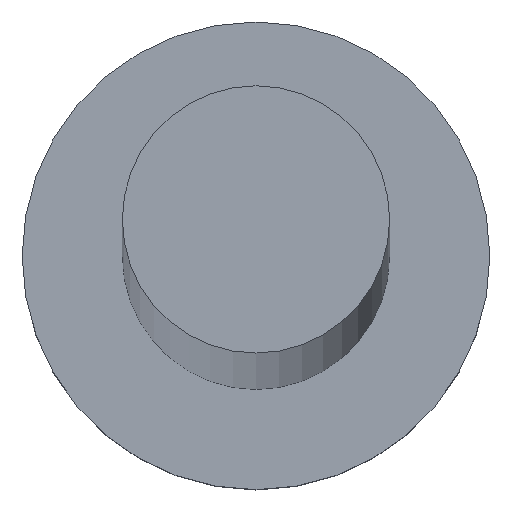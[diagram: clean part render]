
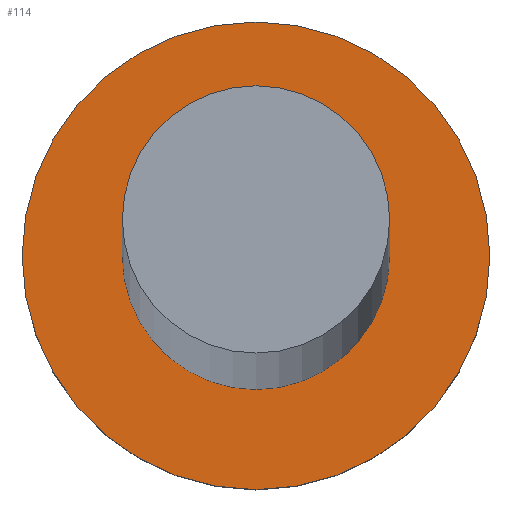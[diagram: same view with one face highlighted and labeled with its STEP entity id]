
A CAD part, top view. The second image highlights one B-rep face of the part: STEP entity #114.
In plain terms, the highlighted planar face has unit normal (0, 0, 1).
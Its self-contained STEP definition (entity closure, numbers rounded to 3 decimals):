
#1 = DIRECTION ( 'NONE',  ( 1., 0., 0. ) ) ;
#5 = CARTESIAN_POINT ( 'NONE',  ( 0., 0., 5. ) ) ;
#11 = VERTEX_POINT ( 'NONE', #140 ) ;
#17 = FACE_BOUND ( 'NONE', #203, .T. ) ;
#22 = AXIS2_PLACEMENT_3D ( 'NONE', #96, #251, #190 ) ;
#30 = DIRECTION ( 'NONE',  ( 0., 0., 1. ) ) ;
#42 = ORIENTED_EDGE ( 'NONE', *, *, #71, .T. ) ;
#44 = EDGE_CURVE ( 'NONE', #105, #244, #129, .T. ) ;
#47 = PLANE ( 'NONE',  #126 ) ;
#50 = DIRECTION ( 'NONE',  ( 0., 0., 1. ) ) ;
#51 = CARTESIAN_POINT ( 'NONE',  ( -7., 0., 5. ) ) ;
#62 = CIRCLE ( 'NONE', #97, 7. ) ;
#68 = AXIS2_PLACEMENT_3D ( 'NONE', #132, #171, #1 ) ;
#71 = EDGE_CURVE ( 'NONE', #244, #105, #62, .T. ) ;
#76 = CARTESIAN_POINT ( 'NONE',  ( 0., 0., 5. ) ) ;
#80 = CARTESIAN_POINT ( 'NONE',  ( 0., 0., 5. ) ) ;
#82 = EDGE_CURVE ( 'NONE', #11, #117, #238, .T. ) ;
#86 = DIRECTION ( 'NONE',  ( 0., 0., 1. ) ) ;
#92 = DIRECTION ( 'NONE',  ( 1., 0., 0. ) ) ;
#96 = CARTESIAN_POINT ( 'NONE',  ( 0., 0., 5. ) ) ;
#97 = AXIS2_PLACEMENT_3D ( 'NONE', #80, #30, #216 ) ;
#105 = VERTEX_POINT ( 'NONE', #51 ) ;
#108 = ORIENTED_EDGE ( 'NONE', *, *, #220, .F. ) ;
#109 = CIRCLE ( 'NONE', #254, 4. ) ;
#114 = ADVANCED_FACE ( 'NONE', ( #17, #146 ), #47, .T. ) ;
#117 = VERTEX_POINT ( 'NONE', #225 ) ;
#119 = CARTESIAN_POINT ( 'NONE',  ( 7., 0., 5. ) ) ;
#126 = AXIS2_PLACEMENT_3D ( 'NONE', #76, #50, #92 ) ;
#129 = CIRCLE ( 'NONE', #68, 7. ) ;
#132 = CARTESIAN_POINT ( 'NONE',  ( 0., 0., 5. ) ) ;
#140 = CARTESIAN_POINT ( 'NONE',  ( -4., 0., 5. ) ) ;
#141 = ORIENTED_EDGE ( 'NONE', *, *, #82, .F. ) ;
#146 = FACE_OUTER_BOUND ( 'NONE', #217, .T. ) ;
#171 = DIRECTION ( 'NONE',  ( 0., 0., 1. ) ) ;
#183 = DIRECTION ( 'NONE',  ( 1., 0., 0. ) ) ;
#186 = ORIENTED_EDGE ( 'NONE', *, *, #44, .T. ) ;
#190 = DIRECTION ( 'NONE',  ( 1., 0., 0. ) ) ;
#203 = EDGE_LOOP ( 'NONE', ( #141, #108 ) ) ;
#216 = DIRECTION ( 'NONE',  ( 1., 0., 0. ) ) ;
#217 = EDGE_LOOP ( 'NONE', ( #186, #42 ) ) ;
#220 = EDGE_CURVE ( 'NONE', #117, #11, #109, .T. ) ;
#225 = CARTESIAN_POINT ( 'NONE',  ( 4., 0., 5. ) ) ;
#238 = CIRCLE ( 'NONE', #22, 4. ) ;
#244 = VERTEX_POINT ( 'NONE', #119 ) ;
#251 = DIRECTION ( 'NONE',  ( 0., 0., 1. ) ) ;
#254 = AXIS2_PLACEMENT_3D ( 'NONE', #5, #86, #183 ) ;
